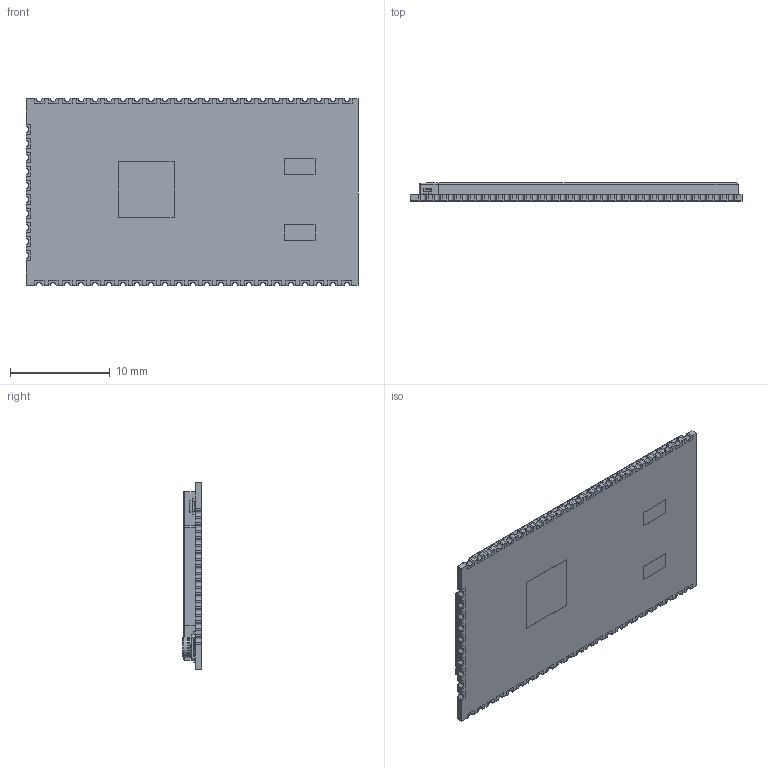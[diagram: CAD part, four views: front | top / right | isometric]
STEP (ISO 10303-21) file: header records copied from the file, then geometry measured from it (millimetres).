
FILE_DESCRIPTION(/* description */ (''),/* implementation_level */ '2;1');
FILE_NAME(/* name */ 'HLK-7688A.step',/* time_stamp */ '2020-06-25T08:36:53+03:00',/* author */ (''),/* organization */ (''),/* preprocessor_version */ 'ST-DEVELOPER v18.1',/* originating_system */ 'Autodesk Translation Framework v9.3.0.1241',/* authorisation */ '');
FILE_SCHEMA (('AUTOMOTIVE_DESIGN { 1 0 10303 214 3 1 1 }'));
Length unit declared in the file: millimetre
Products named in the file (5): HLK-7688A; u.Fl Antenna Connector - 523-A-1JB; LED SMD 0603; Fusion; Fillet
Assembly tree (4 placements, depth 3):
  HLK-7688A
    u.Fl Antenna Connector - 523-A-1JB
    LED SMD 0603
      Fusion
      Fillet
Bounding box: 33.21 x 1.87 x 18.72 mm (x, y, z)
Volume: 1006.3 mm3; surface area: 2650 mm2
Topology: 66 solids, 66 shells, 714 faces, 1697 edges, 1115 vertices
Faces by surface type: plane 548, cylinder 154, sphere 5, torus 4, cone 3
Full cylindrical faces by diameter (mm): 0.45 x1, 1.8 x1, 1.95 x1, 2 x2
Entity records: 20560 total; most frequent: CARTESIAN_POINT 3531, DIRECTION 3451, ORIENTED_EDGE 3386, EDGE_CURVE 1693, LINE 1381, VECTOR 1381, VERTEX_POINT 1115, AXIS2_PLACEMENT_3D 1035
